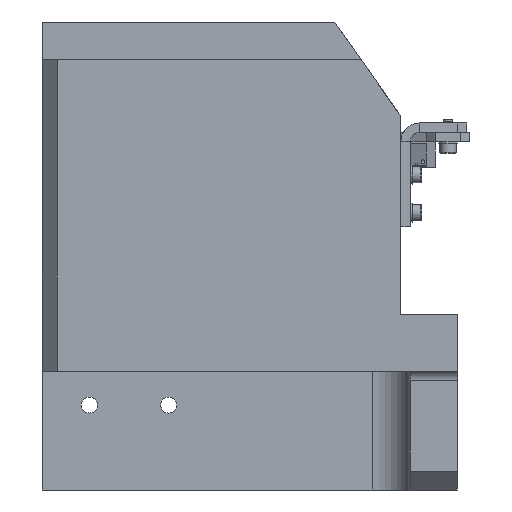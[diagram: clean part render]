
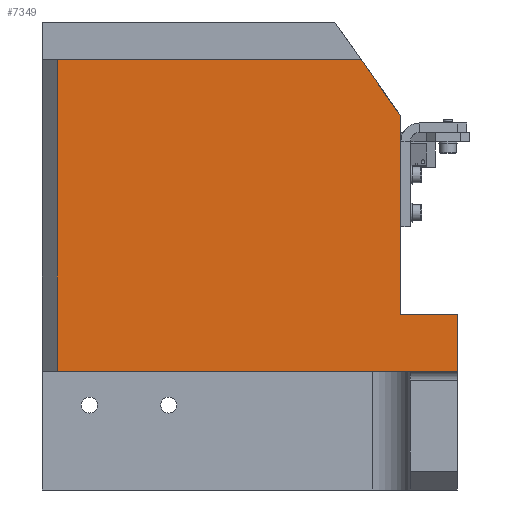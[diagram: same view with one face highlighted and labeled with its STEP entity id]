
A CAD part, front view. The second image highlights one B-rep face of the part: STEP entity #7349.
In plain terms, the highlighted planar face has unit normal (0, -1, 0).
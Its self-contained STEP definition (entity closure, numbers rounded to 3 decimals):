
#99 = DIRECTION ( 'NONE',  ( 0., -1., 0. ) ) ;
#177 = EDGE_CURVE ( 'NONE', #682, #4785, #6202, .T. ) ;
#347 = CARTESIAN_POINT ( 'NONE',  ( -72., -90., -155.5 ) ) ;
#373 = LINE ( 'NONE', #2781, #13968 ) ;
#682 = VERTEX_POINT ( 'NONE', #4074 ) ;
#1342 = EDGE_CURVE ( 'NONE', #682, #16025, #16337, .T. ) ;
#1648 = VECTOR ( 'NONE', #8267, 1000. ) ;
#1650 = DIRECTION ( 'NONE',  ( -1., 0., 0. ) ) ;
#1722 = VECTOR ( 'NONE', #8830, 1000. ) ;
#2235 = CARTESIAN_POINT ( 'NONE',  ( 140., -90., -155.5 ) ) ;
#2781 = CARTESIAN_POINT ( 'NONE',  ( 140., -90., -62.5 ) ) ;
#2945 = VECTOR ( 'NONE', #1650, 1000. ) ;
#3090 = CARTESIAN_POINT ( 'NONE',  ( -80., -90., 72.5 ) ) ;
#3519 = FACE_OUTER_BOUND ( 'NONE', #3861, .T. ) ;
#3861 = EDGE_LOOP ( 'NONE', ( #5291, #10467, #15796, #8569, #6553, #5166, #12733 ) ) ;
#3996 = CARTESIAN_POINT ( 'NONE',  ( 140., -90., -62.5 ) ) ;
#4074 = CARTESIAN_POINT ( 'NONE',  ( 140., -90., -92.5 ) ) ;
#4200 = VERTEX_POINT ( 'NONE', #10541 ) ;
#4318 = LINE ( 'NONE', #6311, #1722 ) ;
#4785 = VERTEX_POINT ( 'NONE', #6246 ) ;
#5166 = ORIENTED_EDGE ( 'NONE', *, *, #10529, .T. ) ;
#5267 = EDGE_CURVE ( 'NONE', #6814, #4785, #12812, .T. ) ;
#5291 = ORIENTED_EDGE ( 'NONE', *, *, #13868, .F. ) ;
#5309 = CARTESIAN_POINT ( 'NONE',  ( 110., -90., 42.5 ) ) ;
#6202 = LINE ( 'NONE', #15950, #2945 ) ;
#6246 = CARTESIAN_POINT ( 'NONE',  ( -72., -90., -92.5 ) ) ;
#6311 = CARTESIAN_POINT ( 'NONE',  ( 110., -90., -352.023 ) ) ;
#6553 = ORIENTED_EDGE ( 'NONE', *, *, #15041, .F. ) ;
#6586 = VERTEX_POINT ( 'NONE', #11201 ) ;
#6814 = VERTEX_POINT ( 'NONE', #16833 ) ;
#6847 = VERTEX_POINT ( 'NONE', #5309 ) ;
#7349 = ADVANCED_FACE ( 'NONE', ( #3519 ), #11814, .T. ) ;
#7590 = VECTOR ( 'NONE', #10999, 1000. ) ;
#8192 = VECTOR ( 'NONE', #8763, 1000. ) ;
#8267 = DIRECTION ( 'NONE',  ( 0., 0., -1. ) ) ;
#8569 = ORIENTED_EDGE ( 'NONE', *, *, #1342, .T. ) ;
#8763 = DIRECTION ( 'NONE',  ( 0., 0., 1. ) ) ;
#8830 = DIRECTION ( 'NONE',  ( 0., 0., 1. ) ) ;
#9648 = DIRECTION ( 'NONE',  ( -0.573, 0., 0.819 ) ) ;
#10401 = CARTESIAN_POINT ( 'NONE',  ( 140., -90., -155.5 ) ) ;
#10467 = ORIENTED_EDGE ( 'NONE', *, *, #5267, .T. ) ;
#10529 = EDGE_CURVE ( 'NONE', #4200, #6847, #4318, .T. ) ;
#10541 = CARTESIAN_POINT ( 'NONE',  ( 110., -90., -62.5 ) ) ;
#10999 = DIRECTION ( 'NONE',  ( 1., 0., 0. ) ) ;
#11003 = CARTESIAN_POINT ( 'NONE',  ( 212.886, -90., -104.48 ) ) ;
#11156 = AXIS2_PLACEMENT_3D ( 'NONE', #10401, #99, #14355 ) ;
#11201 = CARTESIAN_POINT ( 'NONE',  ( 89., -90., 72.5 ) ) ;
#11814 = PLANE ( 'NONE',  #11156 ) ;
#11893 = DIRECTION ( 'NONE',  ( 1., 0., 0. ) ) ;
#12284 = EDGE_CURVE ( 'NONE', #6847, #6586, #15117, .T. ) ;
#12733 = ORIENTED_EDGE ( 'NONE', *, *, #12284, .T. ) ;
#12812 = LINE ( 'NONE', #347, #1648 ) ;
#13264 = LINE ( 'NONE', #3090, #7590 ) ;
#13868 = EDGE_CURVE ( 'NONE', #6814, #6586, #13264, .T. ) ;
#13968 = VECTOR ( 'NONE', #11893, 1000. ) ;
#14355 = DIRECTION ( 'NONE',  ( 1., 0., 0. ) ) ;
#15041 = EDGE_CURVE ( 'NONE', #4200, #16025, #373, .T. ) ;
#15117 = LINE ( 'NONE', #11003, #16777 ) ;
#15796 = ORIENTED_EDGE ( 'NONE', *, *, #177, .F. ) ;
#15950 = CARTESIAN_POINT ( 'NONE',  ( 140., -90., -92.5 ) ) ;
#16025 = VERTEX_POINT ( 'NONE', #3996 ) ;
#16337 = LINE ( 'NONE', #2235, #8192 ) ;
#16777 = VECTOR ( 'NONE', #9648, 1000. ) ;
#16833 = CARTESIAN_POINT ( 'NONE',  ( -72., -90., 72.5 ) ) ;
